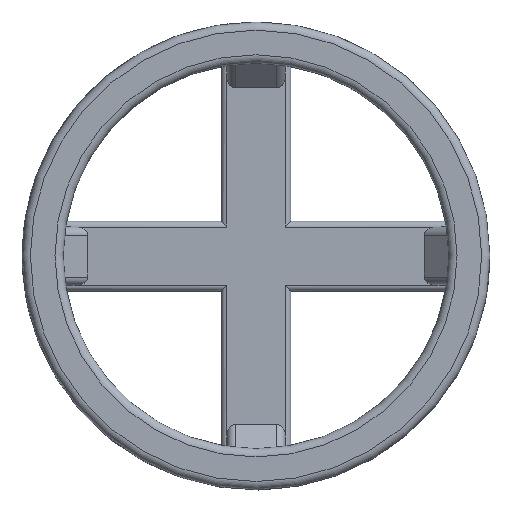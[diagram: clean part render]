
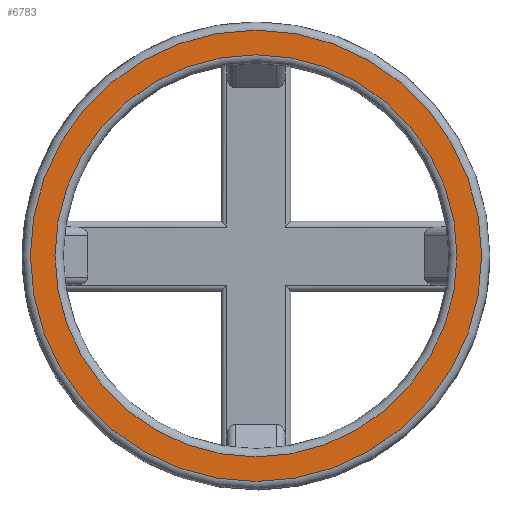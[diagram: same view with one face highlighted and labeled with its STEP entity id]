
A CAD part, top view. The second image highlights one B-rep face of the part: STEP entity #6783.
In plain terms, the highlighted planar face has unit normal (0, 0, 1).
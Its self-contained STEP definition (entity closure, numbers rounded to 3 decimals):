
#3465 = TOROIDAL_SURFACE('',#3466,27.5,1.);
#3466 = AXIS2_PLACEMENT_3D('',#3467,#3468,#3469);
#3467 = CARTESIAN_POINT('',(0.,0.,21.));
#3468 = DIRECTION('',(0.,0.,1.));
#3469 = DIRECTION('',(1.,0.,-0.));
#3800 = TOROIDAL_SURFACE('',#3801,24.5,1.);
#3801 = AXIS2_PLACEMENT_3D('',#3802,#3803,#3804);
#3802 = CARTESIAN_POINT('',(0.,0.,21.));
#3803 = DIRECTION('',(0.,0.,1.));
#3804 = DIRECTION('',(1.,0.,0.));
#5905 = VERTEX_POINT('',#5906);
#5906 = CARTESIAN_POINT('',(27.5,0.,22.));
#5928 = EDGE_CURVE('',#5905,#5905,#5929,.T.);
#5929 = SURFACE_CURVE('',#5930,(#5935,#5942),.PCURVE_S1.);
#5930 = CIRCLE('',#5931,27.5);
#5931 = AXIS2_PLACEMENT_3D('',#5932,#5933,#5934);
#5932 = CARTESIAN_POINT('',(0.,0.,22.));
#5933 = DIRECTION('',(0.,0.,1.));
#5934 = DIRECTION('',(1.,0.,-0.));
#5935 = PCURVE('',#3465,#5936);
#5936 = DEFINITIONAL_REPRESENTATION('',(#5937),#5941);
#5937 = LINE('',#5938,#5939);
#5938 = CARTESIAN_POINT('',(0.,1.571));
#5939 = VECTOR('',#5940,1.);
#5940 = DIRECTION('',(1.,0.));
#5941 = ( GEOMETRIC_REPRESENTATION_CONTEXT(2) 
PARAMETRIC_REPRESENTATION_CONTEXT() REPRESENTATION_CONTEXT('2D SPACE',''
  ) );
#5942 = PCURVE('',#5943,#5948);
#5943 = PLANE('',#5944);
#5944 = AXIS2_PLACEMENT_3D('',#5945,#5946,#5947);
#5945 = CARTESIAN_POINT('',(0.,0.,22.));
#5946 = DIRECTION('',(0.,0.,1.));
#5947 = DIRECTION('',(1.,0.,-0.));
#5948 = DEFINITIONAL_REPRESENTATION('',(#5949),#5953);
#5949 = CIRCLE('',#5950,27.5);
#5950 = AXIS2_PLACEMENT_2D('',#5951,#5952);
#5951 = CARTESIAN_POINT('',(0.,0.));
#5952 = DIRECTION('',(1.,0.));
#5953 = ( GEOMETRIC_REPRESENTATION_CONTEXT(2) 
PARAMETRIC_REPRESENTATION_CONTEXT() REPRESENTATION_CONTEXT('2D SPACE',''
  ) );
#6655 = VERTEX_POINT('',#6656);
#6656 = CARTESIAN_POINT('',(24.5,0.,22.));
#6676 = EDGE_CURVE('',#6655,#6655,#6677,.T.);
#6677 = SURFACE_CURVE('',#6678,(#6683,#6690),.PCURVE_S1.);
#6678 = CIRCLE('',#6679,24.5);
#6679 = AXIS2_PLACEMENT_3D('',#6680,#6681,#6682);
#6680 = CARTESIAN_POINT('',(0.,0.,22.));
#6681 = DIRECTION('',(0.,0.,1.));
#6682 = DIRECTION('',(1.,0.,0.));
#6683 = PCURVE('',#3800,#6684);
#6684 = DEFINITIONAL_REPRESENTATION('',(#6685),#6689);
#6685 = LINE('',#6686,#6687);
#6686 = CARTESIAN_POINT('',(0.,1.571));
#6687 = VECTOR('',#6688,1.);
#6688 = DIRECTION('',(1.,0.));
#6689 = ( GEOMETRIC_REPRESENTATION_CONTEXT(2) 
PARAMETRIC_REPRESENTATION_CONTEXT() REPRESENTATION_CONTEXT('2D SPACE',''
  ) );
#6690 = PCURVE('',#5943,#6691);
#6691 = DEFINITIONAL_REPRESENTATION('',(#6692),#6696);
#6692 = CIRCLE('',#6693,24.5);
#6693 = AXIS2_PLACEMENT_2D('',#6694,#6695);
#6694 = CARTESIAN_POINT('',(0.,0.));
#6695 = DIRECTION('',(1.,0.));
#6696 = ( GEOMETRIC_REPRESENTATION_CONTEXT(2) 
PARAMETRIC_REPRESENTATION_CONTEXT() REPRESENTATION_CONTEXT('2D SPACE',''
  ) );
#6783 = ADVANCED_FACE('',(#6784,#6787),#5943,.T.);
#6784 = FACE_BOUND('',#6785,.T.);
#6785 = EDGE_LOOP('',(#6786));
#6786 = ORIENTED_EDGE('',*,*,#5928,.T.);
#6787 = FACE_BOUND('',#6788,.T.);
#6788 = EDGE_LOOP('',(#6789));
#6789 = ORIENTED_EDGE('',*,*,#6676,.F.);
